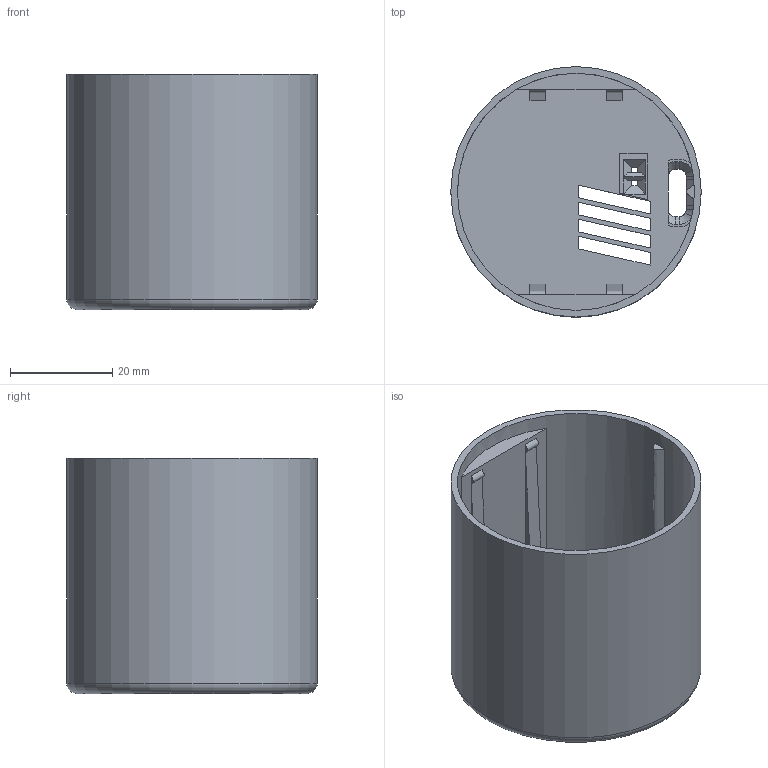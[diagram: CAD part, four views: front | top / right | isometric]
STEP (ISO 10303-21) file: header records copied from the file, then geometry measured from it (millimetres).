
FILE_DESCRIPTION(/* description */ (''),/* implementation_level */ '2;1');
FILE_NAME(/* name */ 'Case.step',/* time_stamp */ '2026-01-17T01:08:41Z',/* author */ (''),/* organization */ (''),/* preprocessor_version */ 'ST-DEVELOPER v20.1',/* originating_system */ 'Autodesk Translation Framework v14.21.0.0',/* authorisation */ '');
FILE_SCHEMA (('AUTOMOTIVE_DESIGN { 1 0 10303 214 3 1 1 }'));
Length unit declared in the file: millimetre
Products named in the file (1): Case
Bounding box: 49 x 49 x 46 mm (x, y, z)
Volume: 16699.4 mm3; surface area: 17450.5 mm2
Topology: 1 solids, 1 shells, 106 faces, 275 edges, 172 vertices
Faces by surface type: plane 82, cylinder 10, bspline 9, cone 4, torus 1
Full cylindrical faces by diameter (mm): 46.4 x1, 49 x1
Entity records: 3496 total; most frequent: CARTESIAN_POINT 917, ORIENTED_EDGE 550, DIRECTION 484, EDGE_CURVE 275, LINE 214, VECTOR 214, VERTEX_POINT 172, AXIS2_PLACEMENT_3D 135
